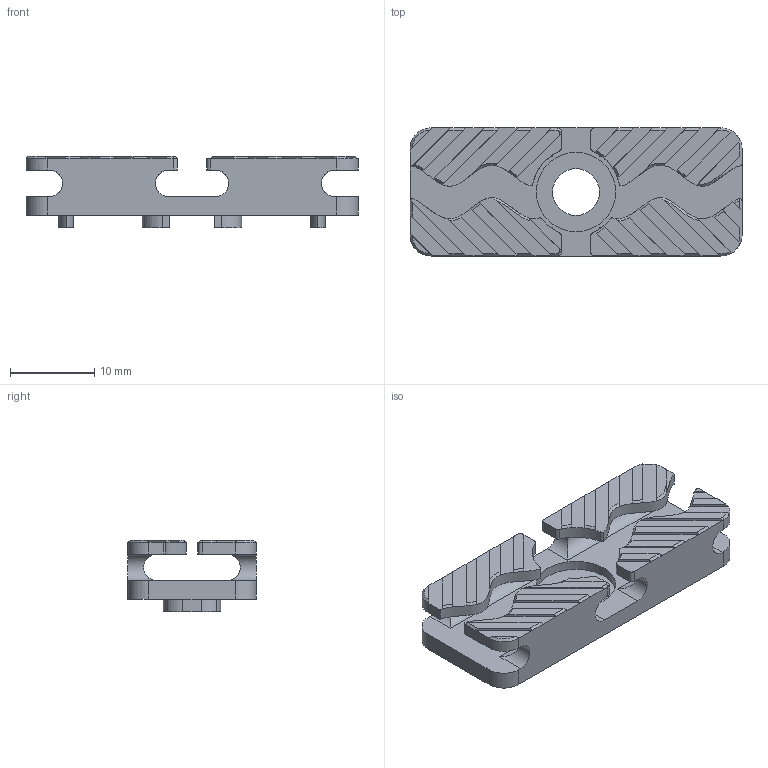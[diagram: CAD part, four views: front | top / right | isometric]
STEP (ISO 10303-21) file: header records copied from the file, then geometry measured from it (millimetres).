
FILE_DESCRIPTION(/* description */ (''),/* implementation_level */ '2;1');
FILE_NAME(/* name */ 'JAWS v10.step',/* time_stamp */ '2021-04-20T07:25:46-05:00',/* author */ (''),/* organization */ (''),/* preprocessor_version */ 'ST-DEVELOPER v18.1',/* originating_system */ 'Autodesk Translation Framework v10.6.0.1341',/* authorisation */ '');
FILE_SCHEMA (('AUTOMOTIVE_DESIGN { 1 0 10303 214 3 1 1 }'));
Length unit declared in the file: inch
Products named in the file (1): JAWS
Bounding box: 39.5 x 15.24 x 8.53 mm (x, y, z)
Volume: 2149.3 mm3; surface area: 2704.3 mm2
Topology: 1 solids, 1 shells, 260 faces, 738 edges, 485 vertices
Faces by surface type: plane 158, cylinder 49, bspline 42, cone 11
Full cylindrical faces by diameter (mm): 5.56 x1, 9.449 x1
Entity records: 10087 total; most frequent: CARTESIAN_POINT 3702, ORIENTED_EDGE 1476, DIRECTION 1102, EDGE_CURVE 738, VERTEX_POINT 485, LINE 434, VECTOR 434, AXIS2_PLACEMENT_3D 334
